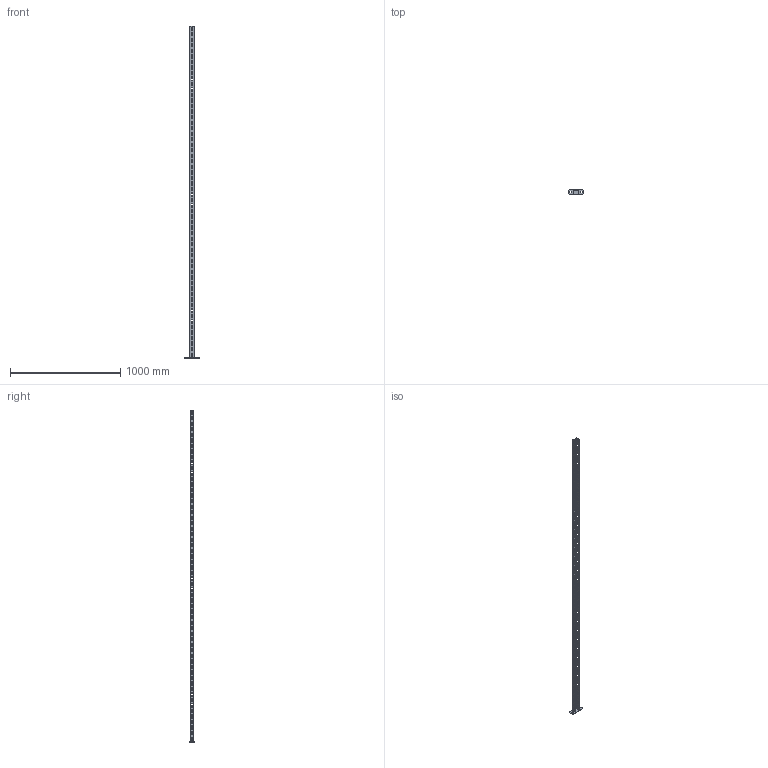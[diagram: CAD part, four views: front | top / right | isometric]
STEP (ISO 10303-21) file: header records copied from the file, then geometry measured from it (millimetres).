
FILE_DESCRIPTION(/* description */ (''),/* implementation_level */ '2;1');
FILE_NAME(/* name */ 'WPCB3000.stp',/* time_stamp */ '2020-11-18T14:34:44+01:00',/* author */ ('stanislaw.luczak'),/* organization */ (''),/* preprocessor_version */ 'ST-DEVELOPER v18.1',/* originating_system */ 'Autodesk Inventor 2021',/* authorisation */ '');
FILE_SCHEMA (('AUTOMOTIVE_DESIGN { 1 0 10303 214 3 1 1 }'));
Length unit declared in the file: millimetre
Products named in the file (3): WPCB3000; Podstawa; ceownik 3000
Assembly tree (2 placements, depth 2):
  WPCB3000
    Podstawa
    ceownik 3000
Bounding box: 130 x 45 x 3005 mm (x, y, z)
Volume: 567297.4 mm3; surface area: 596246.2 mm2
Topology: 2 solids, 2 shells, 1472 faces, 4404 edges, 2936 vertices
Faces by surface type: plane 744, cylinder 728
Entity records: 50786 total; most frequent: CARTESIAN_POINT 8817, DIRECTION 8814, ORIENTED_EDGE 8808, EDGE_CURVE 4404, LINE 2948, VECTOR 2948, VERTEX_POINT 2936, AXIS2_PLACEMENT_3D 2933
